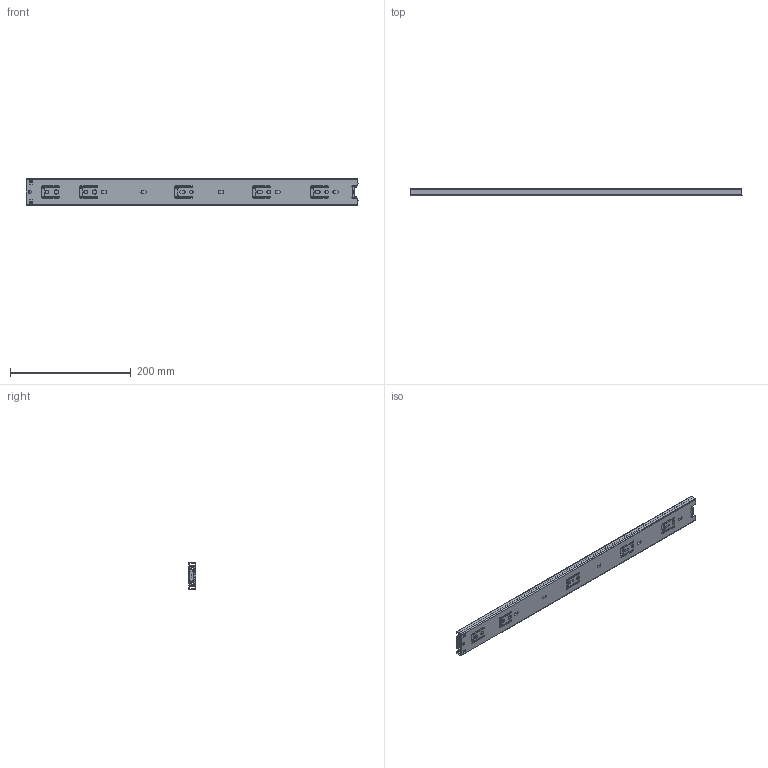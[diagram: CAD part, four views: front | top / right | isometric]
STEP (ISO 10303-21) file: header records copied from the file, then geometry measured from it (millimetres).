
FILE_DESCRIPTION (( 'STEP AP214' ), '1' );
FILE_NAME ('F002911-CLOSED_3D.step', '2022-06-06T11:47:20', ( '' ), ( '' ), 'SwSTEP 2.0', 'SolidWorks 2020', '' );
FILE_SCHEMA (( 'AUTOMOTIVE_DESIGN' ));
Length unit declared in the file: millimetre
Products named in the file (6): NB45-Vnejsi bez tlumeni 550 mm; NB45-straedni castdoraz; NB45-doraz zadni cast; F002911-CLOSED_3D; NB45-stredni bez tlumeni 550; NB45-vnitrni bez tlumeni 550 mm
Assembly tree (5 placements, depth 2):
  F002911-CLOSED_3D
    NB45-Vnejsi bez tlumeni 550 mm
    NB45-stredni bez tlumeni 550
    NB45-vnitrni bez tlumeni 550 mm
    NB45-doraz zadni cast
    NB45-straedni castdoraz
Bounding box: 550 x 12.7 x 44.7 mm (x, y, z)
Volume: 106263 mm3; surface area: 173135.6 mm2
Topology: 5 solids, 5 shells, 341 faces, 989 edges, 658 vertices
Faces by surface type: cylinder 169, plane 166, cone 6
Entity records: 11940 total; most frequent: CARTESIAN_POINT 2233, DIRECTION 2024, ORIENTED_EDGE 1978, EDGE_CURVE 989, AXIS2_PLACEMENT_3D 693, VERTEX_POINT 658, VECTOR 638, LINE 638
